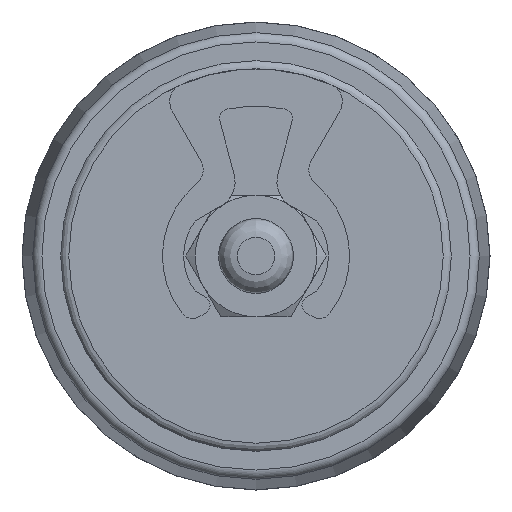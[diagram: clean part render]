
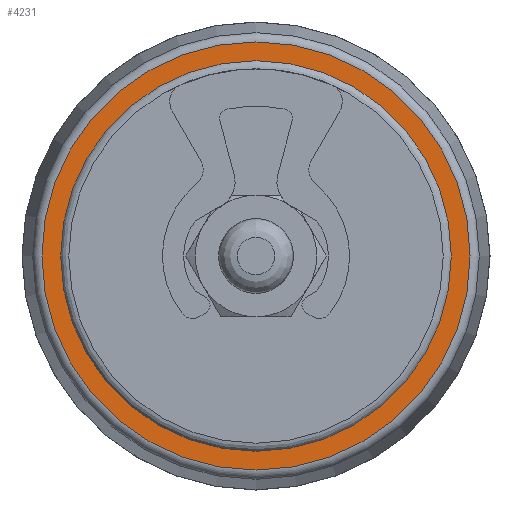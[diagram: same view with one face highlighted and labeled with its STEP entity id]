
A CAD part, front view. The second image highlights one B-rep face of the part: STEP entity #4231.
In plain terms, the highlighted planar face has unit normal (0, -1, 0).
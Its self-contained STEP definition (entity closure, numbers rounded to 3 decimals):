
#19=FACE_BOUND('',#1380,.T.);
#136=PLANE('',#4621);
#1141=FACE_OUTER_BOUND('',#1379,.T.);
#1379=EDGE_LOOP('',(#3436));
#1380=EDGE_LOOP('',(#3437));
#1537=CIRCLE('',#4408,22.877);
#1538=CIRCLE('',#4410,20.871);
#1804=VERTEX_POINT('',#6252);
#1805=VERTEX_POINT('',#6256);
#2230=EDGE_CURVE('',#1804,#1804,#1537,.T.);
#2231=EDGE_CURVE('',#1805,#1805,#1538,.T.);
#3436=ORIENTED_EDGE('',*,*,#2230,.F.);
#3437=ORIENTED_EDGE('',*,*,#2231,.T.);
#4231=ADVANCED_FACE('',(#1141,#19),#136,.T.);
#4408=AXIS2_PLACEMENT_3D('',#6254,#4955,#4956);
#4410=AXIS2_PLACEMENT_3D('',#6257,#4959,#4960);
#4621=AXIS2_PLACEMENT_3D('',#6923,#5527,#5528);
#4955=DIRECTION('center_axis',(0.,1.,0.));
#4956=DIRECTION('ref_axis',(0.,0.,-1.));
#4959=DIRECTION('center_axis',(0.,1.,0.));
#4960=DIRECTION('ref_axis',(0.,0.,-1.));
#5527=DIRECTION('center_axis',(0.,-1.,0.));
#5528=DIRECTION('ref_axis',(0.,0.,1.));
#6252=CARTESIAN_POINT('',(0.,-70.5,22.877));
#6254=CARTESIAN_POINT('Origin',(0.,-70.5,0.));
#6256=CARTESIAN_POINT('',(0.,-70.5,20.871));
#6257=CARTESIAN_POINT('Origin',(0.,-70.5,0.));
#6923=CARTESIAN_POINT('Origin',(0.,-70.5,-21.874));
